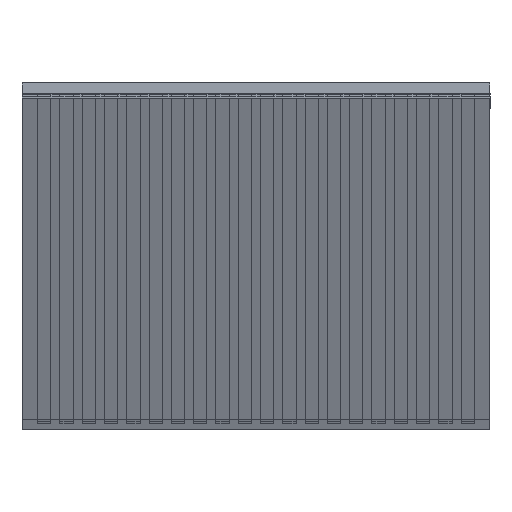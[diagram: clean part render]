
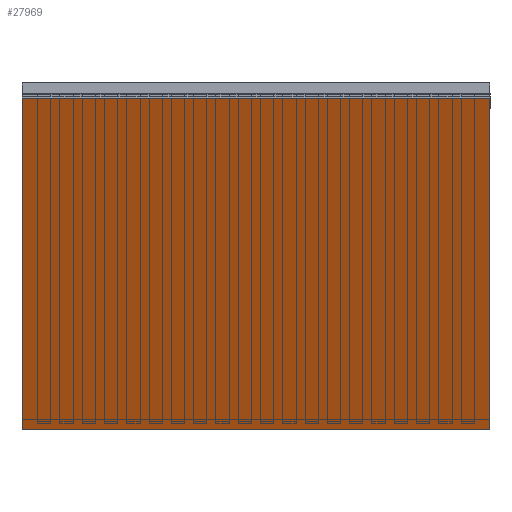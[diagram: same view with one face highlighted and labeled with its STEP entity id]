
A CAD part, left-side view. The second image highlights one B-rep face of the part: STEP entity #27969.
In plain terms, the highlighted planar face has unit normal (-0.914, 0, -0.406).
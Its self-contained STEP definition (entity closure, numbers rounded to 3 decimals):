
#2467=ORIENTED_EDGE('',*,*,#6294,.F.);
#2468=ORIENTED_EDGE('',*,*,#6511,.F.);
#2469=ORIENTED_EDGE('',*,*,#6182,.T.);
#2470=ORIENTED_EDGE('',*,*,#8149,.T.);
#6182=EDGE_CURVE('',#9197,#9196,#11148,.T.);
#6294=EDGE_CURVE('',#9285,#9286,#11260,.T.);
#6511=EDGE_CURVE('',#9197,#9285,#11477,.T.);
#8149=EDGE_CURVE('',#9196,#9286,#13115,.T.);
#9196=VERTEX_POINT('',#35149);
#9197=VERTEX_POINT('',#35151);
#9285=VERTEX_POINT('',#35372);
#9286=VERTEX_POINT('',#35374);
#11148=LINE('',#35150,#14162);
#11260=LINE('',#35373,#14274);
#11477=LINE('',#35805,#14491);
#13115=LINE('',#39060,#16129);
#14162=VECTOR('',#29961,1000.);
#14274=VECTOR('',#30117,1000.);
#14491=VECTOR('',#30428,1000.);
#16129=VECTOR('',#32316,1000.);
#17326=EDGE_LOOP('',(#2467,#2468,#2469,#2470));
#18390=FACE_BOUND('',#17326,.T.);
#19454=PLANE('',#29040);
#27969=ADVANCED_FACE('',(#18390),#19454,.T.);
#29040=AXIS2_PLACEMENT_3D('',#39059,#32314,#32315);
#29961=DIRECTION('',(0.406,0.,-0.914));
#30117=DIRECTION('',(0.406,0.,-0.914));
#30428=DIRECTION('',(0.,-1.,0.));
#32314=DIRECTION('',(-0.914,0.,-0.406));
#32315=DIRECTION('',(-0.406,0.,0.914));
#32316=DIRECTION('',(0.,-1.,0.));
#35149=CARTESIAN_POINT('',(38.3,10.5,-7.495));
#35150=CARTESIAN_POINT('',(35.,10.5,-0.075));
#35151=CARTESIAN_POINT('',(35.,10.5,-0.075));
#35372=CARTESIAN_POINT('',(35.,0.,-0.075));
#35373=CARTESIAN_POINT('',(35.,0.,-0.075));
#35374=CARTESIAN_POINT('',(38.3,0.,-7.495));
#35805=CARTESIAN_POINT('',(35.,10.5,-0.075));
#39059=CARTESIAN_POINT('',(35.,10.5,-0.075));
#39060=CARTESIAN_POINT('',(38.3,10.5,-7.495));
